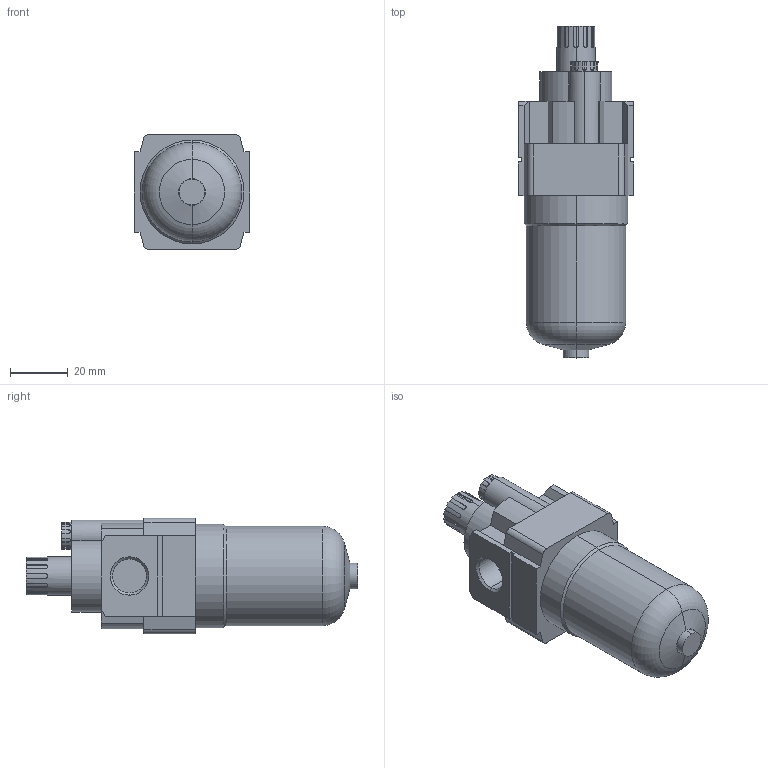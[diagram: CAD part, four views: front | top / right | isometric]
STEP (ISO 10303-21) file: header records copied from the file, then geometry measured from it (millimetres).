
FILE_DESCRIPTION (( 'STEP AP214' ), '1' );
FILE_NAME ('AL20-F02-A.step.step', '2015-03-30T20:06:44', ( 'Windows User' ), ( '' ), 'SwSTEP 2.0', 'SolidWorks 2015', '' );
FILE_SCHEMA (( 'AUTOMOTIVE_DESIGN' ));
Length unit declared in the file: millimetre
Products named in the file (3): AL20-F02-A.step; AL20-F02-A.step_AL Body_20-02F; AL20-F02-A.step_AL Bowl (New)_20
Assembly tree (2 placements, depth 2):
  AL20-F02-A.step
    AL20-F02-A.step_AL Body_20-02F
    AL20-F02-A.step_AL Bowl (New)_20
Bounding box: 40 x 115.2 x 40 mm (x, y, z)
Volume: 97167.1 mm3; surface area: 19072.6 mm2
Topology: 2 solids, 2 shells, 216 faces, 584 edges, 382 vertices
Faces by surface type: plane 104, cylinder 102, cone 8, torus 2
Entity records: 7284 total; most frequent: CARTESIAN_POINT 1803, ORIENTED_EDGE 1168, DIRECTION 1060, EDGE_CURVE 584, VERTEX_POINT 382, LINE 374, VECTOR 374, AXIS2_PLACEMENT_3D 343
